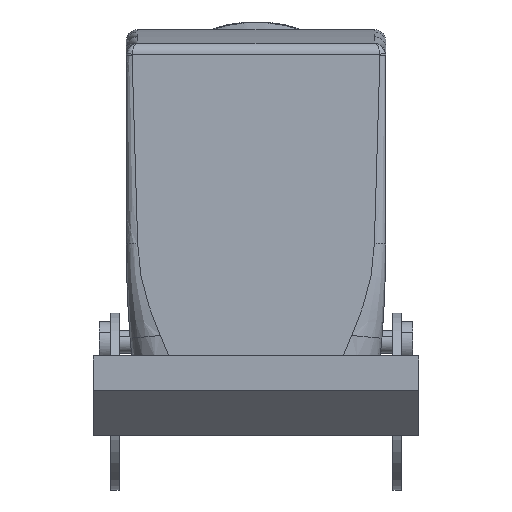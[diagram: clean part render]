
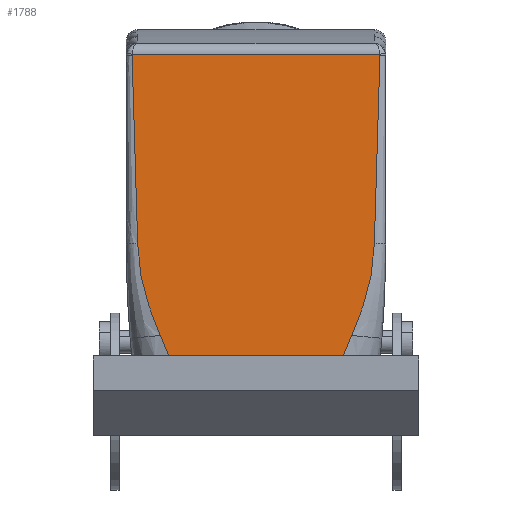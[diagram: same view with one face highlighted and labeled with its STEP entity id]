
A CAD part, front view. The second image highlights one B-rep face of the part: STEP entity #1788.
In plain terms, the highlighted planar face has unit normal (0, -1, 0.013).
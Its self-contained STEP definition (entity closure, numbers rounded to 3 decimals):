
#1679=AXIS2_PLACEMENT_3D('Plane Axis2P3D',#1676,#1677,#1678) ;
#414=CARTESIAN_POINT('Vertex',(14.727,18.1,19.8)) ;
#483=CARTESIAN_POINT('Vertex',(42.273,18.1,19.8)) ;
#486=CARTESIAN_POINT('Line Origine',(28.5,18.1,19.8)) ;
#978=CARTESIAN_POINT('Control Point',(11.733,18.195,27.086)) ;
#979=CARTESIAN_POINT('Control Point',(12.039,18.186,26.36)) ;
#980=CARTESIAN_POINT('Control Point',(12.347,18.176,25.634)) ;
#981=CARTESIAN_POINT('Control Point',(12.655,18.167,24.906)) ;
#982=CARTESIAN_POINT('Control Point',(13.264,18.148,23.449)) ;
#983=CARTESIAN_POINT('Control Point',(13.859,18.129,21.991)) ;
#984=CARTESIAN_POINT('Control Point',(14.151,18.119,21.262)) ;
#985=CARTESIAN_POINT('Control Point',(14.44,18.11,20.531)) ;
#986=CARTESIAN_POINT('Control Point',(14.727,18.1,19.8)) ;
#987=CARTESIAN_POINT('Vertex',(11.733,18.195,27.086)) ;
#1655=CARTESIAN_POINT('Vertex',(45.267,18.195,27.086)) ;
#1659=CARTESIAN_POINT('Control Point',(45.267,18.195,27.086)) ;
#1660=CARTESIAN_POINT('Control Point',(44.961,18.186,26.36)) ;
#1661=CARTESIAN_POINT('Control Point',(44.653,18.176,25.634)) ;
#1662=CARTESIAN_POINT('Control Point',(44.345,18.167,24.906)) ;
#1663=CARTESIAN_POINT('Control Point',(43.736,18.148,23.449)) ;
#1664=CARTESIAN_POINT('Control Point',(43.141,18.129,21.991)) ;
#1665=CARTESIAN_POINT('Control Point',(42.849,18.119,21.262)) ;
#1666=CARTESIAN_POINT('Control Point',(42.56,18.11,20.531)) ;
#1667=CARTESIAN_POINT('Control Point',(42.273,18.1,19.8)) ;
#1676=CARTESIAN_POINT('Axis2P3D Location',(28.5,19.146,99.715)) ;
#1682=CARTESIAN_POINT('Control Point',(6.771,18.839,76.265)) ;
#1683=CARTESIAN_POINT('Control Point',(6.778,18.831,75.61)) ;
#1684=CARTESIAN_POINT('Control Point',(6.787,18.822,74.957)) ;
#1685=CARTESIAN_POINT('Control Point',(6.796,18.814,74.305)) ;
#1686=CARTESIAN_POINT('Control Point',(6.815,18.796,72.967)) ;
#1687=CARTESIAN_POINT('Control Point',(6.838,18.778,71.622)) ;
#1688=CARTESIAN_POINT('Control Point',(6.847,18.771,71.09)) ;
#1689=CARTESIAN_POINT('Control Point',(6.932,18.712,66.521)) ;
#1690=CARTESIAN_POINT('Control Point',(7.049,18.652,61.952)) ;
#1691=CARTESIAN_POINT('Control Point',(7.168,18.601,58.075)) ;
#1692=CARTESIAN_POINT('Control Point',(7.339,18.532,52.766)) ;
#1693=CARTESIAN_POINT('Control Point',(7.55,18.462,47.459)) ;
#1694=CARTESIAN_POINT('Control Point',(7.61,18.443,46.027)) ;
#1695=CARTESIAN_POINT('Control Point',(7.676,18.425,44.596)) ;
#1696=CARTESIAN_POINT('Control Point',(7.749,18.406,43.165)) ;
#1697=CARTESIAN_POINT('Vertex',(7.749,18.406,43.165)) ;
#1699=CARTESIAN_POINT('Vertex',(6.771,18.839,76.265)) ;
#1703=CARTESIAN_POINT('Control Point',(7.749,18.406,43.165)) ;
#1704=CARTESIAN_POINT('Control Point',(7.81,18.39,41.965)) ;
#1705=CARTESIAN_POINT('Control Point',(7.887,18.374,40.767)) ;
#1706=CARTESIAN_POINT('Control Point',(8.002,18.359,39.585)) ;
#1707=CARTESIAN_POINT('Control Point',(8.339,18.328,37.223)) ;
#1708=CARTESIAN_POINT('Control Point',(8.885,18.298,34.896)) ;
#1709=CARTESIAN_POINT('Control Point',(9.207,18.283,33.754)) ;
#1710=CARTESIAN_POINT('Control Point',(9.864,18.256,31.719)) ;
#1711=CARTESIAN_POINT('Control Point',(10.63,18.23,29.721)) ;
#1712=CARTESIAN_POINT('Control Point',(10.988,18.218,28.838)) ;
#1713=CARTESIAN_POINT('Control Point',(11.357,18.207,27.96)) ;
#1714=CARTESIAN_POINT('Control Point',(11.733,18.195,27.086)) ;
#1717=CARTESIAN_POINT('Control Point',(49.251,18.406,43.165)) ;
#1718=CARTESIAN_POINT('Control Point',(49.19,18.39,41.965)) ;
#1719=CARTESIAN_POINT('Control Point',(49.113,18.374,40.767)) ;
#1720=CARTESIAN_POINT('Control Point',(48.998,18.359,39.585)) ;
#1721=CARTESIAN_POINT('Control Point',(48.661,18.328,37.223)) ;
#1722=CARTESIAN_POINT('Control Point',(48.115,18.298,34.896)) ;
#1723=CARTESIAN_POINT('Control Point',(47.793,18.283,33.754)) ;
#1724=CARTESIAN_POINT('Control Point',(47.136,18.256,31.719)) ;
#1725=CARTESIAN_POINT('Control Point',(46.37,18.23,29.721)) ;
#1726=CARTESIAN_POINT('Control Point',(46.012,18.218,28.838)) ;
#1727=CARTESIAN_POINT('Control Point',(45.643,18.207,27.96)) ;
#1728=CARTESIAN_POINT('Control Point',(45.267,18.195,27.086)) ;
#1729=CARTESIAN_POINT('Vertex',(49.251,18.406,43.165)) ;
#1733=CARTESIAN_POINT('Control Point',(50.229,18.839,76.265)) ;
#1734=CARTESIAN_POINT('Control Point',(50.222,18.831,75.61)) ;
#1735=CARTESIAN_POINT('Control Point',(50.213,18.822,74.957)) ;
#1736=CARTESIAN_POINT('Control Point',(50.204,18.814,74.305)) ;
#1737=CARTESIAN_POINT('Control Point',(50.185,18.796,72.967)) ;
#1738=CARTESIAN_POINT('Control Point',(50.162,18.778,71.622)) ;
#1739=CARTESIAN_POINT('Control Point',(50.153,18.771,71.09)) ;
#1740=CARTESIAN_POINT('Control Point',(50.068,18.712,66.521)) ;
#1741=CARTESIAN_POINT('Control Point',(49.951,18.652,61.952)) ;
#1742=CARTESIAN_POINT('Control Point',(49.832,18.601,58.075)) ;
#1743=CARTESIAN_POINT('Control Point',(49.661,18.532,52.766)) ;
#1744=CARTESIAN_POINT('Control Point',(49.45,18.462,47.459)) ;
#1745=CARTESIAN_POINT('Control Point',(49.39,18.443,46.027)) ;
#1746=CARTESIAN_POINT('Control Point',(49.324,18.425,44.596)) ;
#1747=CARTESIAN_POINT('Control Point',(49.251,18.406,43.165)) ;
#1748=CARTESIAN_POINT('Vertex',(50.229,18.839,76.265)) ;
#1752=CARTESIAN_POINT('Control Point',(50.22,18.841,76.405)) ;
#1753=CARTESIAN_POINT('Control Point',(50.224,18.841,76.377)) ;
#1754=CARTESIAN_POINT('Control Point',(50.227,18.84,76.349)) ;
#1755=CARTESIAN_POINT('Control Point',(50.229,18.84,76.321)) ;
#1756=CARTESIAN_POINT('Control Point',(50.229,18.84,76.293)) ;
#1757=CARTESIAN_POINT('Control Point',(50.229,18.839,76.265)) ;
#1758=CARTESIAN_POINT('Vertex',(50.22,18.841,76.405)) ;
#1761=CARTESIAN_POINT('Line Origine',(28.5,18.841,76.405)) ;
#1765=CARTESIAN_POINT('Vertex',(6.78,18.841,76.405)) ;
#1769=CARTESIAN_POINT('Control Point',(6.78,18.841,76.405)) ;
#1770=CARTESIAN_POINT('Control Point',(6.776,18.841,76.377)) ;
#1771=CARTESIAN_POINT('Control Point',(6.773,18.84,76.349)) ;
#1772=CARTESIAN_POINT('Control Point',(6.771,18.84,76.321)) ;
#1773=CARTESIAN_POINT('Control Point',(6.771,18.84,76.293)) ;
#1774=CARTESIAN_POINT('Control Point',(6.771,18.839,76.265)) ;
#487=DIRECTION('Vector Direction',(-1.,0.,0.)) ;
#1677=DIRECTION('Axis2P3D Direction',(0.,-1.,0.013)) ;
#1678=DIRECTION('Axis2P3D XDirection',(-1.,0.,0.)) ;
#1762=DIRECTION('Vector Direction',(-1.,0.,0.)) ;
#488=VECTOR('Line Direction',#487,1.) ;
#1763=VECTOR('Line Direction',#1762,1.) ;
#1777=ORIENTED_EDGE('',*,*,#1701,.F.) ;
#1778=ORIENTED_EDGE('',*,*,#1715,.F.) ;
#1779=ORIENTED_EDGE('',*,*,#989,.F.) ;
#1780=ORIENTED_EDGE('',*,*,#490,.T.) ;
#1781=ORIENTED_EDGE('',*,*,#1668,.T.) ;
#1782=ORIENTED_EDGE('',*,*,#1731,.T.) ;
#1783=ORIENTED_EDGE('',*,*,#1750,.T.) ;
#1784=ORIENTED_EDGE('',*,*,#1760,.T.) ;
#1785=ORIENTED_EDGE('',*,*,#1767,.F.) ;
#1786=ORIENTED_EDGE('',*,*,#1775,.F.) ;
#1788=ADVANCED_FACE('Hood',(#1787),#1680,.T.) ;
#977=B_SPLINE_CURVE_WITH_KNOTS('',5,(#978,#979,#980,#981,#982,#983,#984,#985,#986),.UNSPECIFIED.,.F.,.U.,(6,3,6),(110.431,114.292,118.152),.UNSPECIFIED.) ;
#1658=B_SPLINE_CURVE_WITH_KNOTS('',5,(#1659,#1660,#1661,#1662,#1663,#1664,#1665,#1666,#1667),.UNSPECIFIED.,.F.,.U.,(6,3,6),(110.431,114.292,118.152),.UNSPECIFIED.) ;
#1681=B_SPLINE_CURVE_WITH_KNOTS('',5,(#1682,#1683,#1684,#1685,#1686,#1687,#1688,#1689,#1690,#1691,#1692,#1693,#1694,#1695,#1696),.UNSPECIFIED.,.F.,.U.,(6,3,3,3,6),(0.,4.661,9.548,36.943,47.063),.UNSPECIFIED.) ;
#1702=B_SPLINE_CURVE_WITH_KNOTS('',5,(#1703,#1704,#1705,#1706,#1707,#1708,#1709,#1710,#1711,#1712,#1713,#1714),.UNSPECIFIED.,.F.,.U.,(6,3,3,6),(0.,8.511,16.891,23.611),.UNSPECIFIED.) ;
#1716=B_SPLINE_CURVE_WITH_KNOTS('',5,(#1717,#1718,#1719,#1720,#1721,#1722,#1723,#1724,#1725,#1726,#1727,#1728),.UNSPECIFIED.,.F.,.U.,(6,3,3,6),(0.,8.511,16.891,23.611),.UNSPECIFIED.) ;
#1732=B_SPLINE_CURVE_WITH_KNOTS('',5,(#1733,#1734,#1735,#1736,#1737,#1738,#1739,#1740,#1741,#1742,#1743,#1744,#1745,#1746,#1747),.UNSPECIFIED.,.F.,.U.,(6,3,3,3,6),(0.,4.661,9.548,36.943,47.063),.UNSPECIFIED.) ;
#1751=B_SPLINE_CURVE_WITH_KNOTS('',5,(#1752,#1753,#1754,#1755,#1756,#1757),.UNSPECIFIED.,.F.,.U.,(6,6),(0.,0.199),.UNSPECIFIED.) ;
#1768=B_SPLINE_CURVE_WITH_KNOTS('',5,(#1769,#1770,#1771,#1772,#1773,#1774),.UNSPECIFIED.,.F.,.U.,(6,6),(0.,0.199),.UNSPECIFIED.) ;
#490=EDGE_CURVE('',#415,#484,#489,.F.) ;
#989=EDGE_CURVE('',#415,#988,#977,.F.) ;
#1668=EDGE_CURVE('',#484,#1656,#1658,.F.) ;
#1701=EDGE_CURVE('',#1698,#1700,#1681,.F.) ;
#1715=EDGE_CURVE('',#988,#1698,#1702,.F.) ;
#1731=EDGE_CURVE('',#1656,#1730,#1716,.F.) ;
#1750=EDGE_CURVE('',#1730,#1749,#1732,.F.) ;
#1760=EDGE_CURVE('',#1749,#1759,#1751,.F.) ;
#1767=EDGE_CURVE('',#1766,#1759,#1764,.F.) ;
#1775=EDGE_CURVE('',#1700,#1766,#1768,.F.) ;
#1776=EDGE_LOOP('',(#1777,#1778,#1779,#1780,#1781,#1782,#1783,#1784,#1785,#1786)) ;
#1787=FACE_OUTER_BOUND('',#1776,.T.) ;
#489=LINE('Line',#486,#488) ;
#1764=LINE('Line',#1761,#1763) ;
#1680=PLANE('',#1679) ;
#415=VERTEX_POINT('',#414) ;
#484=VERTEX_POINT('',#483) ;
#988=VERTEX_POINT('',#987) ;
#1656=VERTEX_POINT('',#1655) ;
#1698=VERTEX_POINT('',#1697) ;
#1700=VERTEX_POINT('',#1699) ;
#1730=VERTEX_POINT('',#1729) ;
#1749=VERTEX_POINT('',#1748) ;
#1759=VERTEX_POINT('',#1758) ;
#1766=VERTEX_POINT('',#1765) ;
